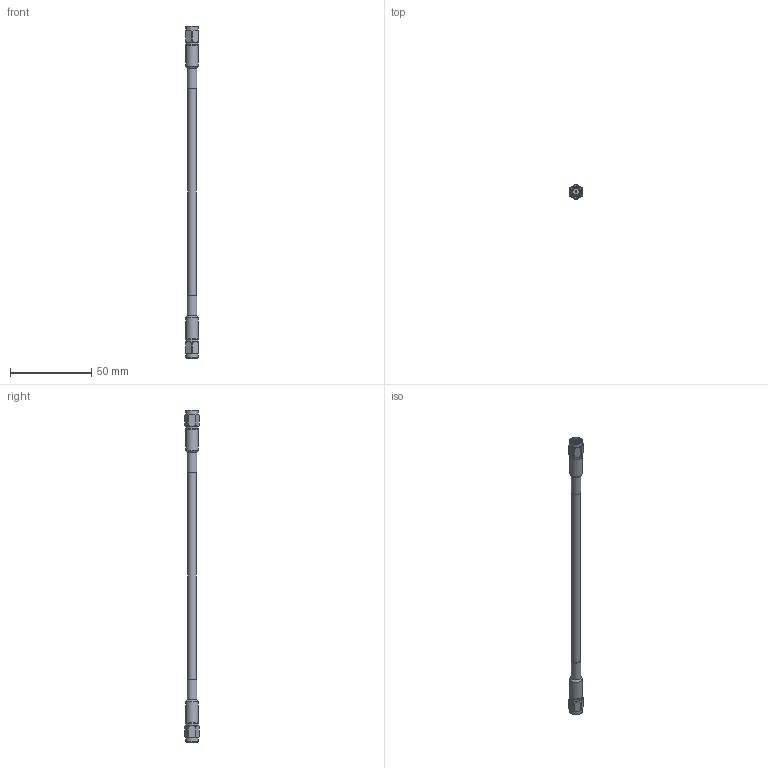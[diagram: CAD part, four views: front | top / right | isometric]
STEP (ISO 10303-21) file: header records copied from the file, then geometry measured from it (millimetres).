
FILE_DESCRIPTION (( 'STEP AP203' ), '1' );
FILE_NAME ('FMC0202223LF_3D.step', '2021-03-10T18:33:52', ( '' ), ( '' ), 'SwSTEP 2.0', 'SolidWorks 2020', '' );
FILE_SCHEMA (( 'CONFIG_CONTROL_DESIGN' ));
Length unit declared in the file: inch
Products named in the file (3): RG223^FMC0202223LF_RG223; SC7050^FMC0202223LF_Heat Shrink; FMC0202223LF_3D
Assembly tree (3 placements, depth 2):
  FMC0202223LF_3D
    RG223^FMC0202223LF_RG223
    SC7050^FMC0202223LF_Heat Shrink  x2
Bounding box: 7.94 x 8.99 x 204.39 mm (x, y, z)
Volume: 5780.9 mm3; surface area: 4555.5 mm2
Topology: 3 solids, 3 shells, 95 faces, 221 edges, 144 vertices
Faces by surface type: cylinder 43, plane 30, cone 10, bspline 10, torus 2
Full cylindrical faces by diameter (mm): 0.94 x2, 1.194 x2, 4.445 x2, 5.309 x1, 5.334 x2, 6.071 x2, 6.35 x12, 7.516 x2, 7.762 x2, 7.77 x2
Entity records: 2442 total; most frequent: CARTESIAN_POINT 1296, DIRECTION 174, ORIENTED_EDGE 142, AXIS2_PLACEMENT_3D 81, EDGE_CURVE 71, EDGE_LOOP 66, FACE_OUTER_BOUND 56, VERTEX_POINT 55
